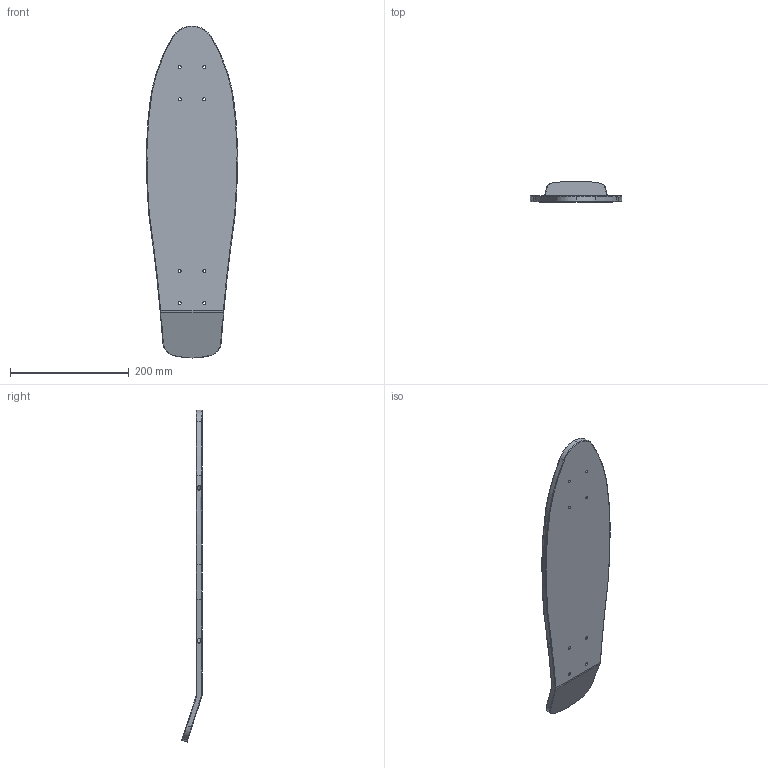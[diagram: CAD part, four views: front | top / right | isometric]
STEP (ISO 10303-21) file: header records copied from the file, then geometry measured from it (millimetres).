
FILE_DESCRIPTION(/* description */ (''),/* implementation_level */ '2;1');
FILE_NAME(/* name */ 'full.stp',/* time_stamp */ '2023-07-20T16:29:32-07:00',/* author */ ('devan'),/* organization */ (''),/* preprocessor_version */ 'ST-DEVELOPER v20',/* originating_system */ 'Autodesk Inventor 2024',/* authorisation */ '');
FILE_SCHEMA (('AUTOMOTIVE_DESIGN { 1 0 10303 214 3 1 1 }'));
Length unit declared in the file: millimetre
Products named in the file (1): Part1
Bounding box: 153.82 x 34.13 x 558.8 mm (x, y, z)
Volume: 679234.7 mm3; surface area: 161462.4 mm2
Topology: 1 solids, 2 shells, 89 faces, 208 edges, 123 vertices
Faces by surface type: cylinder 30, bspline 20, torus 20, plane 11, cone 8
Full cylindrical faces by diameter (mm): 5 x13
Entity records: 3551 total; most frequent: CARTESIAN_POINT 1511, DIRECTION 424, ORIENTED_EDGE 408, EDGE_CURVE 204, AXIS2_PLACEMENT_3D 192, VERTEX_POINT 123, EDGE_LOOP 109, CIRCLE 94
